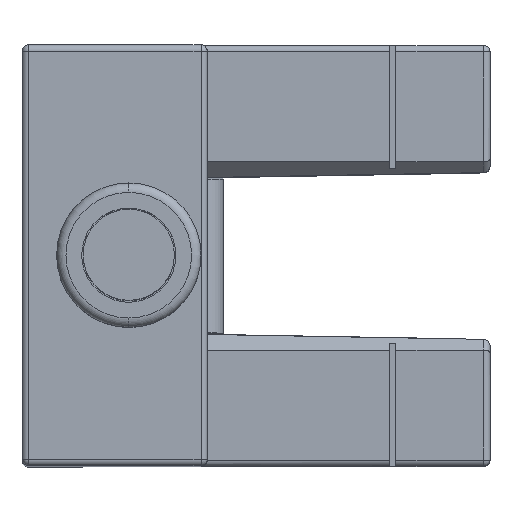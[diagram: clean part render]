
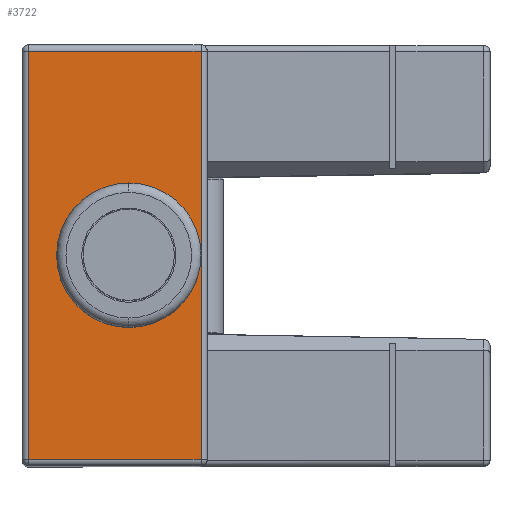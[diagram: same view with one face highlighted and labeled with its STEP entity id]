
A CAD part, top view. The second image highlights one B-rep face of the part: STEP entity #3722.
In plain terms, the highlighted planar face has unit normal (0, 0, 1).
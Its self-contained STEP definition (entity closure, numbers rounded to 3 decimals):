
#765=CARTESIAN_POINT('',(4.2,0.,8.4));
#766=DIRECTION('',(0.,0.,1.));
#767=DIRECTION('',(0.,-1.,0.));
#768=AXIS2_PLACEMENT_3D('',#765,#766,#767);
#770=DIRECTION('',(0.,1.,0.));
#771=VECTOR('',#770,6.5);
#772=CARTESIAN_POINT('',(6.5,-6.5,8.4));
#773=LINE('',#772,#771);
#774=DIRECTION('',(-1.,0.,0.));
#775=VECTOR('',#774,5.5);
#776=CARTESIAN_POINT('',(6.5,-6.5,8.4));
#777=LINE('',#776,#775);
#778=DIRECTION('',(0.,-1.,0.));
#779=VECTOR('',#778,13.);
#780=CARTESIAN_POINT('',(1.,6.5,8.4));
#781=LINE('',#780,#779);
#782=DIRECTION('',(-1.,0.,0.));
#783=VECTOR('',#782,5.5);
#784=CARTESIAN_POINT('',(6.5,6.5,8.4));
#785=LINE('',#784,#783);
#786=DIRECTION('',(0.,1.,0.));
#787=VECTOR('',#786,6.5);
#788=CARTESIAN_POINT('',(6.5,0.,8.4));
#789=LINE('',#788,#787);
#790=CARTESIAN_POINT('',(4.2,0.,8.4));
#791=DIRECTION('',(0.,0.,1.));
#792=DIRECTION('',(1.,0.,0.));
#793=AXIS2_PLACEMENT_3D('',#790,#791,#792);
#795=CARTESIAN_POINT('',(4.2,0.,8.4));
#796=DIRECTION('',(0.,0.,1.));
#797=DIRECTION('',(0.,1.,0.));
#798=AXIS2_PLACEMENT_3D('',#795,#796,#797);
#2028=CARTESIAN_POINT('',(4.2,2.3,8.4));
#2029=CARTESIAN_POINT('',(4.2,-2.3,8.4));
#2030=VERTEX_POINT('',#2028);
#2031=VERTEX_POINT('',#2029);
#2156=CARTESIAN_POINT('',(1.,6.5,8.4));
#2157=CARTESIAN_POINT('',(1.,-6.5,8.4));
#2158=VERTEX_POINT('',#2156);
#2159=VERTEX_POINT('',#2157);
#2176=CARTESIAN_POINT('',(6.5,6.5,8.4));
#2177=VERTEX_POINT('',#2176);
#2196=CARTESIAN_POINT('',(6.5,-6.5,8.4));
#2197=VERTEX_POINT('',#2196);
#2264=CARTESIAN_POINT('',(6.5,0.,8.4));
#2265=VERTEX_POINT('',#2264);
#3701=CARTESIAN_POINT('',(5.9,-5.7,8.4));
#3702=DIRECTION('',(0.,0.,1.));
#3703=DIRECTION('',(0.,1.,0.));
#3704=AXIS2_PLACEMENT_3D('',#3701,#3702,#3703);
#3705=PLANE('',#3704);
#3707=ORIENTED_EDGE('',*,*,#3706,.T.);
#3709=ORIENTED_EDGE('',*,*,#3708,.F.);
#3711=ORIENTED_EDGE('',*,*,#3710,.T.);
#3712=ORIENTED_EDGE('',*,*,#3683,.F.);
#3713=ORIENTED_EDGE('',*,*,#2588,.F.);
#3715=ORIENTED_EDGE('',*,*,#3714,.F.);
#3717=ORIENTED_EDGE('',*,*,#3716,.T.);
#3719=ORIENTED_EDGE('',*,*,#3718,.T.);
#3720=EDGE_LOOP('',(#3707,#3709,#3711,#3712,#3713,#3715,#3717,#3719));
#3721=FACE_OUTER_BOUND('',#3720,.F.);
#3722=ADVANCED_FACE('',(#3721),#3705,.T.);
#769=CIRCLE('',#768,2.3);
#794=CIRCLE('',#793,2.3);
#799=CIRCLE('',#798,2.3);
#2588=EDGE_CURVE('',#2177,#2158,#785,.T.);
#3683=EDGE_CURVE('',#2158,#2159,#781,.T.);
#3706=EDGE_CURVE('',#2031,#2265,#769,.T.);
#3708=EDGE_CURVE('',#2197,#2265,#773,.T.);
#3710=EDGE_CURVE('',#2197,#2159,#777,.T.);
#3714=EDGE_CURVE('',#2265,#2177,#789,.T.);
#3716=EDGE_CURVE('',#2265,#2030,#794,.T.);
#3718=EDGE_CURVE('',#2030,#2031,#799,.T.);
